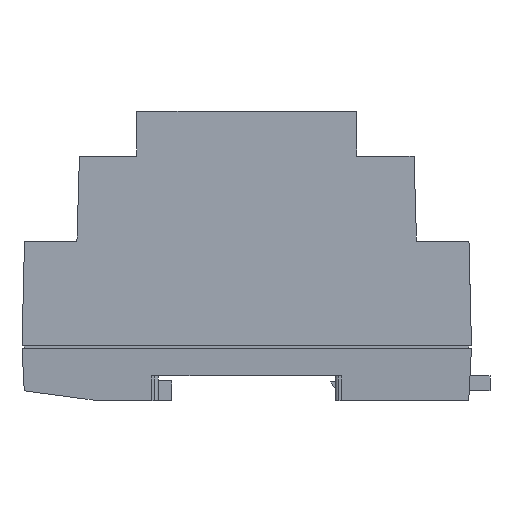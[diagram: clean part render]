
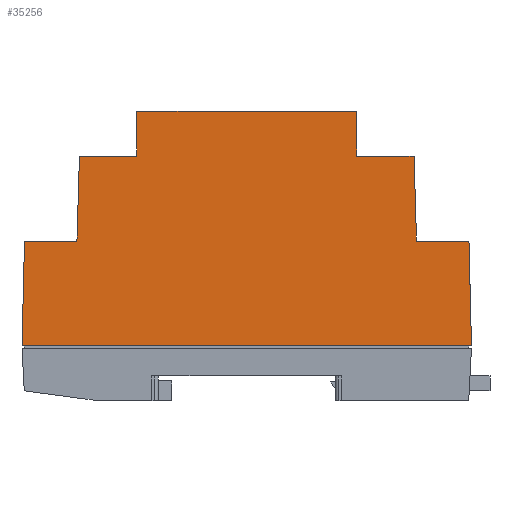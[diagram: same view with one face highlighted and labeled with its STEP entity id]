
A CAD part, left-side view. The second image highlights one B-rep face of the part: STEP entity #35256.
In plain terms, the highlighted face is planar.
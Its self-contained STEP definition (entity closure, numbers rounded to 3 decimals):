
#5695 = EDGE_LOOP ( 'NONE', ( #6199, #6201, #6203, #6205, #6207, #6208, #6210, #6212, #6214, #6216, #6218, #6220 ) ) ;
#6199 = ORIENTED_EDGE ( 'NONE', *, *, #22535, .T. ) ;
#6201 = ORIENTED_EDGE ( 'NONE', *, *, #22583, .F. ) ;
#6203 = ORIENTED_EDGE ( 'NONE', *, *, #22597, .F. ) ;
#6205 = ORIENTED_EDGE ( 'NONE', *, *, #22601, .F. ) ;
#6207 = ORIENTED_EDGE ( 'NONE', *, *, #22296, .F. ) ;
#6208 = ORIENTED_EDGE ( 'NONE', *, *, #22603, .F. ) ;
#6210 = ORIENTED_EDGE ( 'NONE', *, *, #18779, .T. ) ;
#6212 = ORIENTED_EDGE ( 'NONE', *, *, #22357, .T. ) ;
#6214 = ORIENTED_EDGE ( 'NONE', *, *, #22581, .T. ) ;
#6216 = ORIENTED_EDGE ( 'NONE', *, *, #22555, .T. ) ;
#6218 = ORIENTED_EDGE ( 'NONE', *, *, #22549, .T. ) ;
#6220 = ORIENTED_EDGE ( 'NONE', *, *, #22543, .T. ) ;
#10281 = VERTEX_POINT ( 'NONE', #37238 ) ;
#10284 = VERTEX_POINT ( 'NONE', #37241 ) ;
#10311 = VERTEX_POINT ( 'NONE', #37268 ) ;
#10648 = VERTEX_POINT ( 'NONE', #37481 ) ;
#10658 = VERTEX_POINT ( 'NONE', #37488 ) ;
#10670 = VERTEX_POINT ( 'NONE', #37495 ) ;
#10752 = VERTEX_POINT ( 'NONE', #37547 ) ;
#11052 = FACE_OUTER_BOUND ( 'NONE', #5695, .T. ) ;
#12738 = AXIS2_PLACEMENT_3D ( 'NONE', #13918, #13930, #13932 ) ;
#13911 = PLANE ( 'NONE',  #12738 ) ;
#13918 = CARTESIAN_POINT ( 'NONE',  ( 0., 47., 0. ) ) ;
#13930 = DIRECTION ( 'NONE',  ( 0., 0., -1. ) ) ;
#13932 = DIRECTION ( 'NONE',  ( -1., 0., 0. ) ) ;
#16643 = VERTEX_POINT ( 'NONE', #37904 ) ;
#16644 = VERTEX_POINT ( 'NONE', #37905 ) ;
#16878 = VERTEX_POINT ( 'NONE', #38136 ) ;
#17310 = VERTEX_POINT ( 'NONE', #38558 ) ;
#17422 = VERTEX_POINT ( 'NONE', #38665 ) ;
#18779 = EDGE_CURVE ( 'NONE', #17422, #17310, #26929, .T. ) ;
#22296 = EDGE_CURVE ( 'NONE', #16643, #16644, #30741, .T. ) ;
#22357 = EDGE_CURVE ( 'NONE', #17310, #16878, #30792, .T. ) ;
#22535 = EDGE_CURVE ( 'NONE', #10281, #10284, #30995, .T. ) ;
#22543 = EDGE_CURVE ( 'NONE', #10670, #10281, #31003, .T. ) ;
#22549 = EDGE_CURVE ( 'NONE', #10752, #10670, #31008, .T. ) ;
#22555 = EDGE_CURVE ( 'NONE', #10311, #10752, #31010, .T. ) ;
#22581 = EDGE_CURVE ( 'NONE', #16878, #10311, #31027, .T. ) ;
#22583 = EDGE_CURVE ( 'NONE', #10648, #10284, #31029, .T. ) ;
#22597 = EDGE_CURVE ( 'NONE', #10658, #10648, #31041, .T. ) ;
#22601 = EDGE_CURVE ( 'NONE', #16644, #10658, #31024, .T. ) ;
#22603 = EDGE_CURVE ( 'NONE', #17422, #16643, #31044, .T. ) ;
#26929 = LINE ( 'NONE', #28165, #26935 ) ;
#26935 = VECTOR ( 'NONE', #28166, 1000. ) ;
#28165 = CARTESIAN_POINT ( 'NONE',  ( 0., 0., 0. ) ) ;
#28166 = DIRECTION ( 'NONE',  ( 1., 0., 0. ) ) ;
#29050 = CARTESIAN_POINT ( 'NONE',  ( -44.5, 21., 0. ) ) ;
#29051 = DIRECTION ( 'NONE',  ( 1., 0., 0. ) ) ;
#29129 = CARTESIAN_POINT ( 'NONE',  ( 45., 0., 0. ) ) ;
#29141 = DIRECTION ( 'NONE',  ( -0.024, 1., 0. ) ) ;
#29390 = CARTESIAN_POINT ( 'NONE',  ( 0., 47., 0. ) ) ;
#29391 = DIRECTION ( 'NONE',  ( -1., 0., 0. ) ) ;
#29404 = CARTESIAN_POINT ( 'NONE',  ( 22., 38., 0. ) ) ;
#29405 = DIRECTION ( 'NONE',  ( 0., 1., 0. ) ) ;
#30734 = VECTOR ( 'NONE', #29051, 1000. ) ;
#30741 = LINE ( 'NONE', #29050, #30734 ) ;
#30792 = LINE ( 'NONE', #29129, #30815 ) ;
#30815 = VECTOR ( 'NONE', #29141, 1000. ) ;
#30995 = LINE ( 'NONE', #29390, #30996 ) ;
#30996 = VECTOR ( 'NONE', #29391, 1000. ) ;
#31003 = LINE ( 'NONE', #29404, #31004 ) ;
#31004 = VECTOR ( 'NONE', #29405, 1000. ) ;
#31008 = LINE ( 'NONE', #31595, #31009 ) ;
#31009 = VECTOR ( 'NONE', #31596, 1000. ) ;
#31010 = LINE ( 'NONE', #31591, #31012 ) ;
#31012 = VECTOR ( 'NONE', #31603, 1000. ) ;
#31020 = VECTOR ( 'NONE', #31641, 1000. ) ;
#31022 = VECTOR ( 'NONE', #31660, 1000. ) ;
#31024 = LINE ( 'NONE', #31659, #31022 ) ;
#31027 = LINE ( 'NONE', #31634, #31020 ) ;
#31029 = LINE ( 'NONE', #31642, #31030 ) ;
#31030 = VECTOR ( 'NONE', #31643, 1000. ) ;
#31041 = LINE ( 'NONE', #31654, #31042 ) ;
#31042 = VECTOR ( 'NONE', #31655, 1000. ) ;
#31044 = LINE ( 'NONE', #31661, #31045 ) ;
#31045 = VECTOR ( 'NONE', #31662, 1000. ) ;
#31591 = CARTESIAN_POINT ( 'NONE',  ( 34., 21., 0. ) ) ;
#31595 = CARTESIAN_POINT ( 'NONE',  ( 33.5, 38., 0. ) ) ;
#31596 = DIRECTION ( 'NONE',  ( -1., 0., 0. ) ) ;
#31603 = DIRECTION ( 'NONE',  ( -0.029, 1., 0. ) ) ;
#31634 = CARTESIAN_POINT ( 'NONE',  ( 44.5, 21., 0. ) ) ;
#31641 = DIRECTION ( 'NONE',  ( -1., 0., 0. ) ) ;
#31642 = CARTESIAN_POINT ( 'NONE',  ( -22., 38., 0. ) ) ;
#31643 = DIRECTION ( 'NONE',  ( 0., 1., 0. ) ) ;
#31654 = CARTESIAN_POINT ( 'NONE',  ( -33.5, 38., 0. ) ) ;
#31655 = DIRECTION ( 'NONE',  ( 1., 0., 0. ) ) ;
#31659 = CARTESIAN_POINT ( 'NONE',  ( -34., 21., 0. ) ) ;
#31660 = DIRECTION ( 'NONE',  ( 0.029, 1., 0. ) ) ;
#31661 = CARTESIAN_POINT ( 'NONE',  ( -45., 0., 0. ) ) ;
#31662 = DIRECTION ( 'NONE',  ( 0.024, 1., 0. ) ) ;
#35256 = ADVANCED_FACE ( 'NONE', ( #11052 ), #13911, .F. ) ;
#37238 = CARTESIAN_POINT ( 'NONE',  ( 22., 47., 0. ) ) ;
#37241 = CARTESIAN_POINT ( 'NONE',  ( -22., 47., 0. ) ) ;
#37268 = CARTESIAN_POINT ( 'NONE',  ( 34., 21., 0. ) ) ;
#37481 = CARTESIAN_POINT ( 'NONE',  ( -22., 38., 0. ) ) ;
#37488 = CARTESIAN_POINT ( 'NONE',  ( -33.5, 38., 0. ) ) ;
#37495 = CARTESIAN_POINT ( 'NONE',  ( 22., 38., 0. ) ) ;
#37547 = CARTESIAN_POINT ( 'NONE',  ( 33.5, 38., 0. ) ) ;
#37904 = CARTESIAN_POINT ( 'NONE',  ( -44.5, 21., 0. ) ) ;
#37905 = CARTESIAN_POINT ( 'NONE',  ( -34., 21., 0. ) ) ;
#38136 = CARTESIAN_POINT ( 'NONE',  ( 44.5, 21., 0. ) ) ;
#38558 = CARTESIAN_POINT ( 'NONE',  ( 45., 0., 0. ) ) ;
#38665 = CARTESIAN_POINT ( 'NONE',  ( -45., 0., 0. ) ) ;
